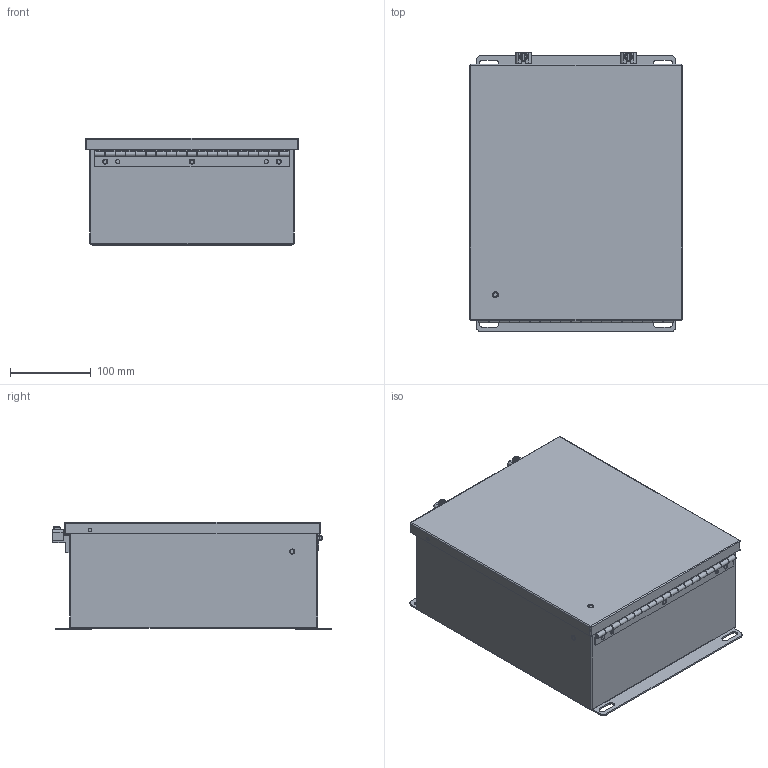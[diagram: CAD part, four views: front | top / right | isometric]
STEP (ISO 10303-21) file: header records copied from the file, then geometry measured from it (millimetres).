
FILE_DESCRIPTION (( 'STEP AP214' ), '1' );
FILE_NAME ('SCE-1210CHSNF.STEP', '2021-01-14T20:58:48', ( '' ), ( '' ), 'SwSTEP 2.0', 'SolidWorks 2019', '' );
FILE_SCHEMA (( 'AUTOMOTIVE_DESIGN' ));
Length unit declared in the file: inch
Products named in the file (1): SCE-1210CHSNF
Bounding box: 263.53 x 346.87 x 133.73 mm (x, y, z)
Volume: 729618.9 mm3; surface area: 893405.7 mm2
Topology: 37 solids, 37 shells, 1235 faces, 3141 edges, 1892 vertices
Faces by surface type: plane 542, cylinder 346, bspline 291, cone 35, sphere 20, torus 1
Full cylindrical faces by diameter (mm): 3.124 x1, 4.763 x2, 4.775 x11, 4.78 x2, 4.826 x9, 4.902 x7, 4.905 x1, 5.537 x2, 6.35 x4, 6.502 x7, 7.112 x4, 7.14 x4, 9.474 x4, 10.058 x2
Entity records: 66454 total; most frequent: CARTESIAN_POINT 23549, ORIENTED_EDGE 5744, DIRECTION 4728, EDGE_CURVE 2872, VERTEX_POINT 1857, AXIS2_PLACEMENT_3D 1666, EDGE_LOOP 1453, VECTOR 1396
